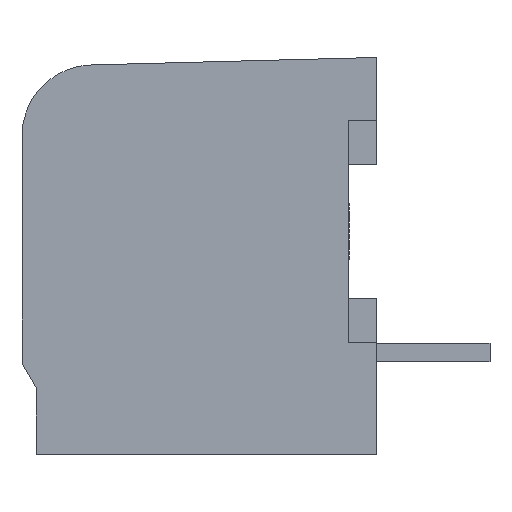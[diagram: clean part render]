
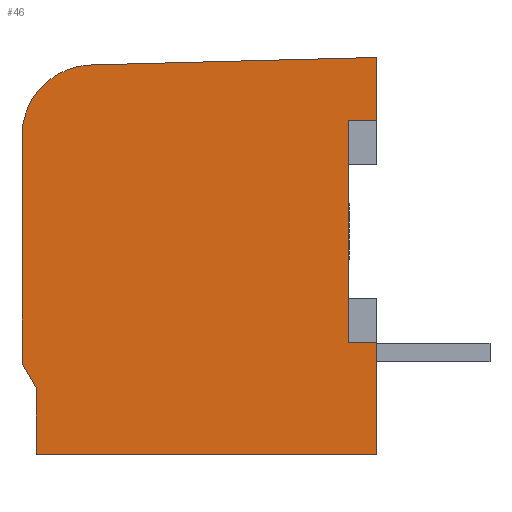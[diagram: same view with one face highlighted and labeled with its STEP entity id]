
A CAD part, left-side view. The second image highlights one B-rep face of the part: STEP entity #46.
In plain terms, the highlighted planar face has unit normal (-1, 0, 0).
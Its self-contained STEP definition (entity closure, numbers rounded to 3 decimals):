
#46=ADVANCED_FACE('',(#199),#200,.F.);
#199=FACE_OUTER_BOUND('',#512,.T.);
#200=PLANE('',#513);
#512=EDGE_LOOP('',(#825,#826,#827,#828,#829,#830,#831,#832,#833,#834,#835));
#513=AXIS2_PLACEMENT_3D('',#836,#837,#838);
#825=ORIENTED_EDGE('',*,*,#2103,.F.);
#826=ORIENTED_EDGE('',*,*,#2104,.F.);
#827=ORIENTED_EDGE('',*,*,#2105,.F.);
#828=ORIENTED_EDGE('',*,*,#2106,.F.);
#829=ORIENTED_EDGE('',*,*,#2107,.F.);
#830=ORIENTED_EDGE('',*,*,#2108,.F.);
#831=ORIENTED_EDGE('',*,*,#2109,.F.);
#832=ORIENTED_EDGE('',*,*,#2110,.F.);
#833=ORIENTED_EDGE('',*,*,#2111,.F.);
#834=ORIENTED_EDGE('',*,*,#2112,.T.);
#835=ORIENTED_EDGE('',*,*,#2113,.T.);
#836=CARTESIAN_POINT('',(-10.3,0.0,0.0));
#837=DIRECTION('',(1.0,0.0,0.0));
#838=DIRECTION('',(0.0,1.0,0.0));
#2103=EDGE_CURVE('',#2514,#2515,#2516,.T.);
#2104=EDGE_CURVE('',#2517,#2514,#2518,.T.);
#2105=EDGE_CURVE('',#2519,#2517,#2520,.T.);
#2106=EDGE_CURVE('',#2521,#2519,#2522,.T.);
#2107=EDGE_CURVE('',#2523,#2521,#2524,.T.);
#2108=EDGE_CURVE('',#2525,#2523,#2526,.T.);
#2109=EDGE_CURVE('',#2527,#2525,#2528,.T.);
#2110=EDGE_CURVE('',#2529,#2527,#2530,.T.);
#2111=EDGE_CURVE('',#2531,#2529,#2532,.T.);
#2112=EDGE_CURVE('',#2531,#2533,#2534,.T.);
#2113=EDGE_CURVE('',#2533,#2515,#2535,.T.);
#2514=VERTEX_POINT('',#3195);
#2515=VERTEX_POINT('',#3196);
#2516=LINE('',#3197,#3198);
#2517=VERTEX_POINT('',#3199);
#2518=LINE('',#3200,#3201);
#2519=VERTEX_POINT('',#3202);
#2520=LINE('',#3203,#3204);
#2521=VERTEX_POINT('',#3205);
#2522=CIRCLE('',#3206,3.175);
#2523=VERTEX_POINT('',#3207);
#2524=LINE('',#3208,#3209);
#2525=VERTEX_POINT('',#3210);
#2526=LINE('',#3211,#3212);
#2527=VERTEX_POINT('',#3213);
#2528=LINE('',#3214,#3215);
#2529=VERTEX_POINT('',#3216);
#2530=LINE('',#3217,#3218);
#2531=VERTEX_POINT('',#3219);
#2532=LINE('',#3220,#3221);
#2533=VERTEX_POINT('',#3222);
#2534=LINE('',#3223,#3224);
#2535=LINE('',#3225,#3226);
#3195=CARTESIAN_POINT('',(-10.3,-7.112,-2.845));
#3196=CARTESIAN_POINT('',(-10.3,-5.842,-2.845));
#3197=CARTESIAN_POINT('',(-10.3,-7.112,-2.845));
#3198=VECTOR('',#4241,1.27);
#3199=CARTESIAN_POINT('',(-10.3,-7.112,0.0));
#3200=CARTESIAN_POINT('',(-10.3,-7.112,0.0));
#3201=VECTOR('',#4242,2.845);
#3202=CARTESIAN_POINT('',(-10.3,5.671,-0.335));
#3203=CARTESIAN_POINT('',(-10.3,5.671,-0.335));
#3204=VECTOR('',#4243,12.787);
#3205=CARTESIAN_POINT('',(-10.3,8.763,-3.509));
#3206=AXIS2_PLACEMENT_3D('',#4244,#4245,#4246);
#3207=CARTESIAN_POINT('',(-10.3,8.763,-13.683));
#3208=CARTESIAN_POINT('',(-10.3,8.763,-13.683));
#3209=VECTOR('',#4247,10.174);
#3210=CARTESIAN_POINT('',(-10.3,8.128,-14.783));
#3211=CARTESIAN_POINT('',(-10.3,8.128,-14.783));
#3212=VECTOR('',#4248,1.27);
#3213=CARTESIAN_POINT('',(-10.3,8.128,-17.78));
#3214=CARTESIAN_POINT('',(-10.3,8.128,-17.78));
#3215=VECTOR('',#4249,2.997);
#3216=CARTESIAN_POINT('',(-10.3,-7.112,-17.78));
#3217=CARTESIAN_POINT('',(-10.3,-7.112,-17.78));
#3218=VECTOR('',#4250,15.24);
#3219=CARTESIAN_POINT('',(-10.3,-7.112,-12.751));
#3220=CARTESIAN_POINT('',(-10.3,-7.112,-12.751));
#3221=VECTOR('',#4251,5.029);
#3222=CARTESIAN_POINT('',(-10.3,-5.842,-12.751));
#3223=CARTESIAN_POINT('',(-10.3,-7.112,-12.751));
#3224=VECTOR('',#4252,1.27);
#3225=CARTESIAN_POINT('',(-10.3,-5.842,-12.751));
#3226=VECTOR('',#4253,9.906);
#4241=DIRECTION('',(0.0,1.0,0.0));
#4242=DIRECTION('',(0.0,0.0,-1.0));
#4243=DIRECTION('',(0.0,-1.,0.026));
#4244=CARTESIAN_POINT('',(-10.3,5.588,-3.509));
#4245=DIRECTION('',(1.0,0.0,0.0));
#4246=DIRECTION('',(0.0,1.0,0.0));
#4247=DIRECTION('',(0.0,0.0,1.0));
#4248=DIRECTION('',(0.0,0.5,0.866));
#4249=DIRECTION('',(0.0,0.0,1.0));
#4250=DIRECTION('',(0.0,1.0,0.0));
#4251=DIRECTION('',(0.0,0.0,-1.0));
#4252=DIRECTION('',(0.0,1.0,0.0));
#4253=DIRECTION('',(0.0,0.0,1.0));
